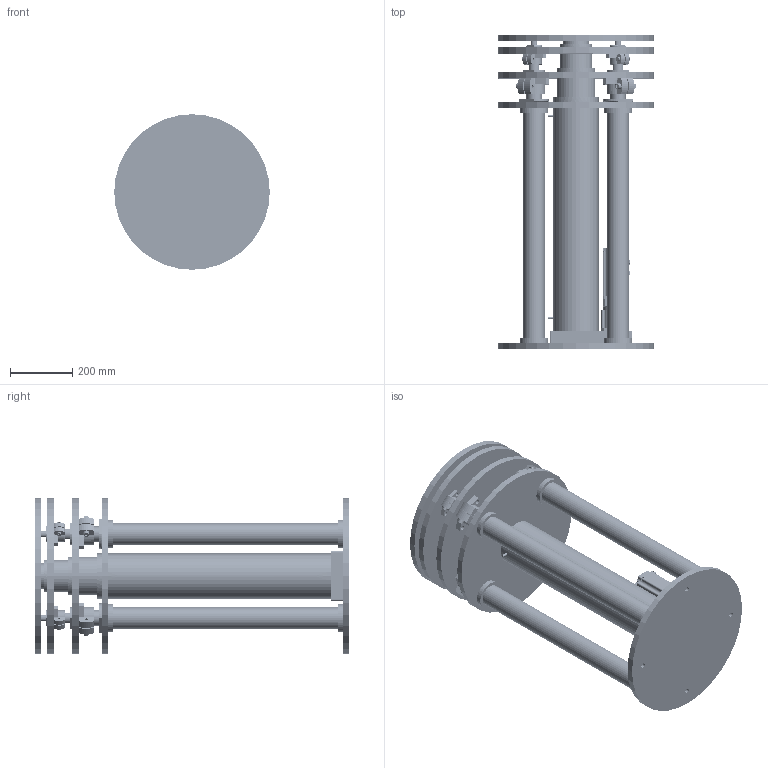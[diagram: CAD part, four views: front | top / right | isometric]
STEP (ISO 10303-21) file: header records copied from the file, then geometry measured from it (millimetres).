
FILE_DESCRIPTION (( 'STEP AP203' ), '1' );
FILE_NAME ('RLDSJ145-15HB-4KN-R1800-S3-75mm-s.STEP', '2025-02-06T07:17:43', ( '微软用户' ), ( '微软中国' ), 'SwSTEP 2.0', 'SolidWorks 2022', '' );
FILE_SCHEMA (( 'CONFIG_CONTROL_DESIGN' ));
Length unit declared in the file: millimetre
Products named in the file (38): 复件 OLBM-D50-L70^RLDSJ145-15HB-4KN-R1800-S3-75mm-s; 复件 V7E-M08A-1R030-□2^RLDSJ145-15HB-4KN-R1800-S3-75mm-s; 复件 240222-ZQ-143缸多节缸第二节缸筒^RLDSJ145-15HB-4KN-R1800-S3-75mm-s; 复件 SHHSA-50_base^复件 SHHSA-50_RLDSJ145-15HB-4KN-R1800-S3-75mm-s; 复件 SHHSA_SCA-M12-L50^复件 SHHSA-50_RLDSJ145-15HB-4KN-R1800-S3-75mm-s; 复件 80#________.STEP^复件 750W________.STEP_复件 V7E-M08A-1R030-□2.STEP_复件 V7E-M08A-1R030-□2_RLDSJ145-15HB-4KN-R1800-S3-75mm-s; 复件 240222-ZQ-35导柱^RLDSJ145-15HB-4KN-R1800-S3-75mm-s; 复件 V7E-M08A-1R030-□2.STEP^复件 V7E-M08A-1R030-□2_RLDSJ145-15HB-4KN-R1800-S3-75mm-s; 复件 OLBM-D35-L50^RLDSJ145-15HB-4KN-R1800-S3-75mm-s; 复件 40#______________.STEP^复件 V7E-M08A-1R030-□2.STEP_复件 V7E-M08A-1R030-□2_RLDSJ145-15HB-4KN-R1800-S3-75mm-s; 复件 60-80____________-sc-mc6p-ac-goubanchazuo.STEP^复件 750W________.STEP_复件 V7E-M08A-1R030-□2.STEP_复件 V7E-M08A-1R030-□2_RLDSJ145-15HB-4KN-R1800-S3-75mm-s; 复件 零件^RLDSJ145-15HB-4KN-R1800-S3-75mm-s; 复件 240222-ZQ-20导柱^RLDSJ145-15HB-4KN-R1800-S3-75mm-s; 复件 ______ ____   C 6x6x25 __M3__________.STEP^复件 V7E-M08A-1R030-□2.STEP_复件 V7E-M08A-1R030-□2_RLDSJ145-15HB-4KN-R1800-S3-75mm-s; 复件 SHHSA-50^RLDSJ145-15HB-4KN-R1800-S3-75mm-s; 复件 240222-ZQ-143缸多节缸第三节缸筒1^RLDSJ145-15HB-4KN-R1800-S3-75mm-s; 复件 80#__________.STEP^复件 V7E-M08A-1R030-□2.STEP_复件 V7E-M08A-1R030-□2_RLDSJ145-15HB-4KN-R1800-S3-75mm-s; 复件 OLBM-D20-L50^RLDSJ145-15HB-4KN-R1800-S3-75mm-s; 复件 240222-ZQ-143缸多节缸第一节缸筒^RLDSJ145-15HB-4KN-R1800-S3-75mm-s; 复件 SHHSA-35^RLDSJ145-15HB-4KN-R1800-S3-75mm-s; RLDSJ145-15HB-4KN-R1800-S3-75mm-s; 复件 SHHSA_SCA-M8-L35^复件 SHHSA-35_RLDSJ145-15HB-4KN-R1800-S3-75mm-s; 复件 240222-ZQ-143缸多节缸第四节缸筒^RLDSJ145-15HB-4KN-R1800-S3-75mm-s; 复件 ______ ISO 4762 M3 x 12 --- 12N.STEP^复件 V7E-M08A-1R030-□2.STEP_复件 V7E-M08A-1R030-□2_RLDSJ145-15HB-4KN-R1800-S3-75mm-s; 复件 ____ D00B999YF5-TC 20-30-5-1.STEP^复件 V7E-M08A-1R030-□2.STEP_复件 V7E-M08A-1R030-□2_RLDSJ145-15HB-4KN-R1800-S3-75mm-s; 复件 SHHSA-35_base^复件 SHHSA-35_RLDSJ145-15HB-4KN-R1800-S3-75mm-s; 复件 240222-ZQ-143缸多节缸轴承座^RLDSJ145-15HB-4KN-R1800-S3-75mm-s; 复件 底板^RLDSJ145-15HB-4KN-R1800-S3-75mm-s; 复件 750W________.STEP^复件 V7E-M08A-1R030-□2.STEP_复件 V7E-M08A-1R030-□2_RLDSJ145-15HB-4KN-R1800-S3-75mm-s; 复件 240222-ZQ-143多节缸箱体盖板^RLDSJ145-15HB-4KN-R1800-S3-75mm-s; 复件 ______ ISO 4762 M4 x12--20201221.STEP^复件 V7E-M08A-1R030-□2.STEP_复件 V7E-M08A-1R030-□2_RLDSJ145-15HB-4KN-R1800-S3-75mm-s; 复件 80#________-______.STEP^复件 V7E-M08A-1R030-□2.STEP_复件 V7E-M08A-1R030-□2_RLDSJ145-15HB-4KN-R1800-S3-75mm-s; 复件 240222-ZQ-50导柱^RLDSJ145-15HB-4KN-R1800-S3-75mm-s; 复件 750w____.STEP^复件 750W________.STEP_复件 V7E-M08A-1R030-□2.STEP_复件 V7E-M08A-1R030-□2_RLDSJ145-15HB-4KN-R1800-S3-75mm-s; 复件 PGH90-L1-19-70-90-M6-A22^RLDSJ145-15HB-4KN-R1800-S3-75mm-s; 复件 240222-ZQ-70导柱^RLDSJ145-15HB-4KN-R1800-S3-75mm-s; 复件 1000W__________-_______1.STEP^复件 V7E-M08A-1R030-□2.STEP_复件 V7E-M08A-1R030-□2_RLDSJ145-15HB-4KN-R1800-S3-75mm-s; 复件 SC40______________sc-mc7p-a6-zhichuxianchazuo.STEP^复件 V7E-M08A-1R030-□2.STEP_复件 V7E-M08A-1R030-□2_RLDSJ145-15HB-4KN-R1800-S3-75mm-s
Assembly tree (81 placements, depth 5):
  RLDSJ145-15HB-4KN-R1800-S3-75mm-s
    复件 240222-ZQ-143多节缸箱体盖板^RLDSJ145-15HB-4KN-R1800-S3-75mm-s
    复件 240222-ZQ-143缸多节缸第二节缸筒^RLDSJ145-15HB-4KN-R1800-S3-75mm-s
    复件 240222-ZQ-143缸多节缸第三节缸筒1^RLDSJ145-15HB-4KN-R1800-S3-75mm-s
    复件 240222-ZQ-143缸多节缸第四节缸筒^RLDSJ145-15HB-4KN-R1800-S3-75mm-s
    复件 240222-ZQ-143缸多节缸第一节缸筒^RLDSJ145-15HB-4KN-R1800-S3-75mm-s
    复件 240222-ZQ-143缸多节缸轴承座^RLDSJ145-15HB-4KN-R1800-S3-75mm-s
    复件 底板^RLDSJ145-15HB-4KN-R1800-S3-75mm-s
    复件 240222-ZQ-20导柱^RLDSJ145-15HB-4KN-R1800-S3-75mm-s  x4
    复件 240222-ZQ-35导柱^RLDSJ145-15HB-4KN-R1800-S3-75mm-s  x4
    复件 240222-ZQ-50导柱^RLDSJ145-15HB-4KN-R1800-S3-75mm-s  x4
    复件 240222-ZQ-70导柱^RLDSJ145-15HB-4KN-R1800-S3-75mm-s  x4
    复件 零件^RLDSJ145-15HB-4KN-R1800-S3-75mm-s  x8
    复件 OLBM-D20-L50^RLDSJ145-15HB-4KN-R1800-S3-75mm-s  x4
    复件 OLBM-D35-L50^RLDSJ145-15HB-4KN-R1800-S3-75mm-s  x4
    复件 OLBM-D50-L70^RLDSJ145-15HB-4KN-R1800-S3-75mm-s  x4
    复件 SHHSA-35^RLDSJ145-15HB-4KN-R1800-S3-75mm-s  x4
      复件 SHHSA-35_base^复件 SHHSA-35_RLDSJ145-15HB-4KN-R1800-S3-75mm-s
      复件 SHHSA_SCA-M8-L35^复件 SHHSA-35_RLDSJ145-15HB-4KN-R1800-S3-75mm-s
    复件 SHHSA-50^RLDSJ145-15HB-4KN-R1800-S3-75mm-s  x4
      复件 SHHSA-50_base^复件 SHHSA-50_RLDSJ145-15HB-4KN-R1800-S3-75mm-s
      复件 SHHSA_SCA-M12-L50^复件 SHHSA-50_RLDSJ145-15HB-4KN-R1800-S3-75mm-s
    复件 PGH90-L1-19-70-90-M6-A22^RLDSJ145-15HB-4KN-R1800-S3-75mm-s
    复件 V7E-M08A-1R030-□2^RLDSJ145-15HB-4KN-R1800-S3-75mm-s
      复件 V7E-M08A-1R030-□2.STEP^复件 V7E-M08A-1R030-□2_RLDSJ145-15HB-4KN-R1800-S3-75mm-s
        复件 750W________.STEP^复件 V7E-M08A-1R030-□2.STEP_复件 V7E-M08A-1R030-□2_RLDSJ145-15HB-4KN-R1800-S3-75mm-s
          复件 750w____.STEP^复件 750W________.STEP_复件 V7E-M08A-1R030-□2.STEP_复件 V7E-M08A-1R030-□2_RLDSJ145-15HB-4KN-R1800-S3-75mm-s
          复件 80#________.STEP^复件 750W________.STEP_复件 V7E-M08A-1R030-□2.STEP_复件 V7E-M08A-1R030-□2_RLDSJ145-15HB-4KN-R1800-S3-75mm-s
          复件 60-80____________-sc-mc6p-ac-goubanchazuo.STEP^复件 750W________.STEP_复件 V7E-M08A-1R030-□2.STEP_复件 V7E-M08A-1R030-□2_RLDSJ145-15HB-4KN-R1800-S3-75mm-s
        复件 80#__________.STEP^复件 V7E-M08A-1R030-□2.STEP_复件 V7E-M08A-1R030-□2_RLDSJ145-15HB-4KN-R1800-S3-75mm-s
        复件 SC40______________sc-mc7p-a6-zhichuxianchazuo.STEP^复件 V7E-M08A-1R030-□2.STEP_复件 V7E-M08A-1R030-□2_RLDSJ145-15HB-4KN-R1800-S3-75mm-s
        复件 ____ D00B999YF5-TC 20-30-5-1.STEP^复件 V7E-M08A-1R030-□2.STEP_复件 V7E-M08A-1R030-□2_RLDSJ145-15HB-4KN-R1800-S3-75mm-s
        复件 ______ ISO 4762 M4 x12--20201221.STEP^复件 V7E-M08A-1R030-□2.STEP_复件 V7E-M08A-1R030-□2_RLDSJ145-15HB-4KN-R1800-S3-75mm-s  x8
        复件 ______ ____   C 6x6x25 __M3__________.STEP^复件 V7E-M08A-1R030-□2.STEP_复件 V7E-M08A-1R030-□2_RLDSJ145-15HB-4KN-R1800-S3-75mm-s
        复件 ______ ISO 4762 M3 x 12 --- 12N.STEP^复件 V7E-M08A-1R030-□2.STEP_复件 V7E-M08A-1R030-□2_RLDSJ145-15HB-4KN-R1800-S3-75mm-s  x4
        复件 80#________-______.STEP^复件 V7E-M08A-1R030-□2.STEP_复件 V7E-M08A-1R030-□2_RLDSJ145-15HB-4KN-R1800-S3-75mm-s
        复件 1000W__________-_______1.STEP^复件 V7E-M08A-1R030-□2.STEP_复件 V7E-M08A-1R030-□2_RLDSJ145-15HB-4KN-R1800-S3-75mm-s
        复件 40#______________.STEP^复件 V7E-M08A-1R030-□2.STEP_复件 V7E-M08A-1R030-□2_RLDSJ145-15HB-4KN-R1800-S3-75mm-s
Bounding box: 500 x 1010 x 500 mm (x, y, z)
Volume: 35585714 mm3; surface area: 7935265.7 mm2
Topology: 110 solids, 110 shells, 6954 faces, 17241 edges, 10695 vertices
Faces by surface type: plane 3133, cylinder 2446, cone 472, bspline 426, torus 362, sphere 115
Entity records: 192378 total; most frequent: CARTESIAN_POINT 65029, DIRECTION 25484, ORIENTED_EDGE 25468, EDGE_CURVE 12734, AXIS2_PLACEMENT_3D 9095, VERTEX_POINT 7903, LINE 7294, VECTOR 7294
